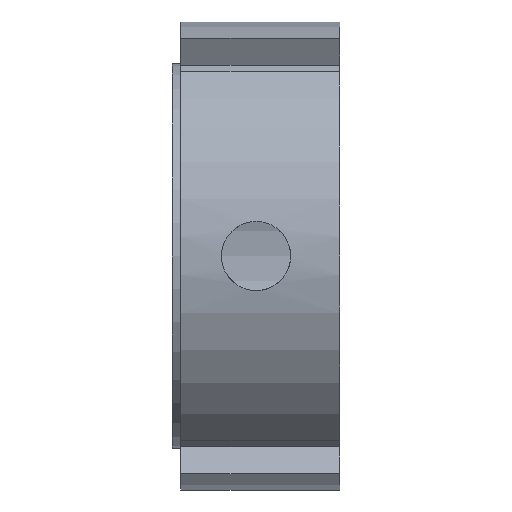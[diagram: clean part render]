
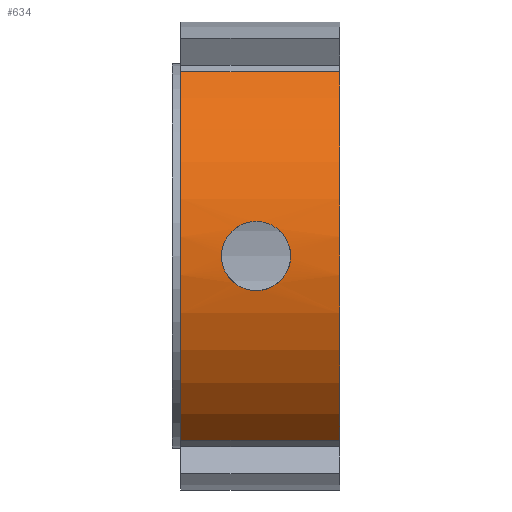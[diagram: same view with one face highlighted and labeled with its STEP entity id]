
A CAD part, front view. The second image highlights one B-rep face of the part: STEP entity #634.
In plain terms, the highlighted cylindrical face has radius 14 mm (diameter 28 mm), a partial arc.
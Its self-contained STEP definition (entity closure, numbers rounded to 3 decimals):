
#75=CARTESIAN_POINT('',(0.5,-8.66,-11.));
#76=VERTEX_POINT('',#75);
#91=CARTESIAN_POINT('',(10.,-8.66,-11.));
#92=VERTEX_POINT('',#91);
#99=CARTESIAN_POINT('',(0.5,-8.66,-11.));
#100=DIRECTION('',(1.0,0.0,0.0));
#101=VECTOR('',#100,9.5);
#102=LINE('',#99,#101);
#103=EDGE_CURVE('',#76,#92,#102,.T.);
#303=CARTESIAN_POINT('',(0.5,-8.66,11.0));
#304=VERTEX_POINT('',#303);
#313=CARTESIAN_POINT('',(10.,-8.66,11.0));
#314=VERTEX_POINT('',#313);
#315=CARTESIAN_POINT('',(10.,-8.66,11.0));
#316=DIRECTION('',(-1.0,0.0,0.0));
#317=VECTOR('',#316,9.5);
#318=LINE('',#315,#317);
#319=EDGE_CURVE('',#314,#304,#318,.T.);
#499=CARTESIAN_POINT('',(10.,0.0,0.0));
#500=DIRECTION('',(1.0,0.0,0.0));
#501=DIRECTION('',(0.0,1.0,0.0));
#502=AXIS2_PLACEMENT_3D('',#499,#500,#501);
#503=CIRCLE('',#502,14.0);
#504=EDGE_CURVE('',#314,#92,#503,.T.);
#576=CARTESIAN_POINT('',(5.25,0.0,0.0));
#577=DIRECTION('',(1.0,0.0,0.0));
#578=DIRECTION('',(0.0,1.0,0.0));
#579=AXIS2_PLACEMENT_3D('',#576,#577,#578);
#580=CYLINDRICAL_SURFACE('',#579,14.0);
#581=ORIENTED_EDGE('',*,*,#103,.T.);
#582=ORIENTED_EDGE('',*,*,#504,.F.);
#583=ORIENTED_EDGE('',*,*,#319,.T.);
#584=CARTESIAN_POINT('',(0.5,0.0,0.0));
#585=DIRECTION('',(1.0,0.0,0.0));
#586=DIRECTION('',(0.0,1.0,0.0));
#587=AXIS2_PLACEMENT_3D('',#584,#585,#586);
#588=CIRCLE('',#587,14.0);
#589=EDGE_CURVE('',#304,#76,#588,.T.);
#590=ORIENTED_EDGE('',*,*,#589,.T.);
#591=EDGE_LOOP('',(#581,#582,#583,#590));
#592=FACE_OUTER_BOUND('',#591,.T.);
#593=CARTESIAN_POINT('',(5.,-13.847,2.067));
#594=VERTEX_POINT('',#593);
#595=CARTESIAN_POINT('',(5.,-13.847,2.067));
#596=CARTESIAN_POINT('',(5.26,-13.847,2.067));
#597=CARTESIAN_POINT('',(5.537,-13.855,2.015));
#598=CARTESIAN_POINT('',(6.046,-13.884,1.804));
#599=CARTESIAN_POINT('',(6.278,-13.904,1.645));
#600=CARTESIAN_POINT('',(6.645,-13.943,1.278));
#601=CARTESIAN_POINT('',(6.804,-13.963,1.046));
#602=CARTESIAN_POINT('',(7.015,-13.992,0.537));
#603=CARTESIAN_POINT('',(7.067,-14.0,0.26));
#604=CARTESIAN_POINT('',(7.067,-14.0,-0.26));
#605=CARTESIAN_POINT('',(7.015,-13.992,-0.537));
#606=CARTESIAN_POINT('',(6.804,-13.963,-1.046));
#607=CARTESIAN_POINT('',(6.645,-13.943,-1.278));
#608=CARTESIAN_POINT('',(6.278,-13.904,-1.645));
#609=CARTESIAN_POINT('',(6.046,-13.884,-1.804));
#610=CARTESIAN_POINT('',(5.537,-13.855,-2.015));
#611=CARTESIAN_POINT('',(5.26,-13.847,-2.067));
#612=CARTESIAN_POINT('',(4.74,-13.847,-2.067));
#613=CARTESIAN_POINT('',(4.463,-13.855,-2.015));
#614=CARTESIAN_POINT('',(3.954,-13.884,-1.804));
#615=CARTESIAN_POINT('',(3.722,-13.904,-1.645));
#616=CARTESIAN_POINT('',(3.355,-13.943,-1.278));
#617=CARTESIAN_POINT('',(3.196,-13.963,-1.046));
#618=CARTESIAN_POINT('',(2.985,-13.992,-0.537));
#619=CARTESIAN_POINT('',(2.933,-14.0,-0.26));
#620=CARTESIAN_POINT('',(2.933,-14.0,0.26));
#621=CARTESIAN_POINT('',(2.985,-13.992,0.537));
#622=CARTESIAN_POINT('',(3.196,-13.963,1.046));
#623=CARTESIAN_POINT('',(3.355,-13.943,1.278));
#624=CARTESIAN_POINT('',(3.722,-13.904,1.645));
#625=CARTESIAN_POINT('',(3.954,-13.884,1.804));
#626=CARTESIAN_POINT('',(4.463,-13.855,2.015));
#627=CARTESIAN_POINT('',(4.74,-13.847,2.067));
#628=CARTESIAN_POINT('',(5.,-13.847,2.067));
#629=B_SPLINE_CURVE_WITH_KNOTS('',3,(#595,#596,#597,#598,#599,#600,#601,#602,#603,#604,#605,#606,#607,#608,#609,#610,#611,#612,#613,#614,#615,#616,#617,#618,#619,#620,#621,#622,#623,#624,#625,#626,#627,#628),.UNSPECIFIED.,.T.,.U.,(4,2,2,2,2,2,2,2,2,2,2,2,2,2,2,2,4),(0.0,0.078,0.156,0.234,0.312,0.39,0.468,0.546,0.624,0.702,0.78,0.858,0.936,1.014,1.092,1.17,1.248),.UNSPECIFIED.);
#630=EDGE_CURVE('',#594,#594,#629,.T.);
#631=ORIENTED_EDGE('',*,*,#630,.T.);
#632=EDGE_LOOP('',(#631));
#633=FACE_BOUND('',#632,.T.);
#634=ADVANCED_FACE('',(#592,#633),#580,.T.);
